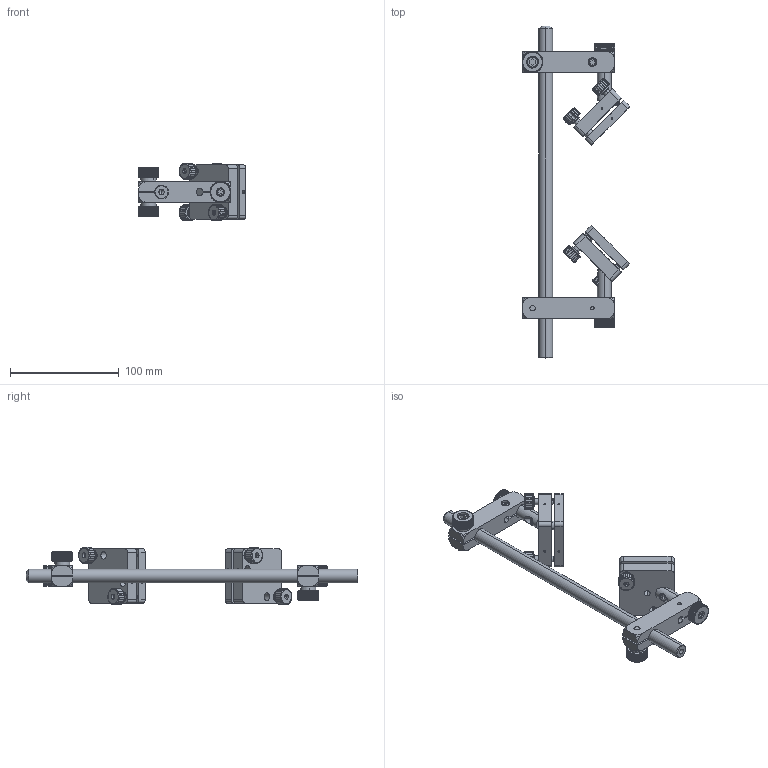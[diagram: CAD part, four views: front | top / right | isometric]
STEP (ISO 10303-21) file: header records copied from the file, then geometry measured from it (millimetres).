
FILE_DESCRIPTION (( 'STEP AP203' ), '1' );
FILE_NAME ('07BSI-1M.STEP', '2022-07-20T06:32:23', ( '' ), ( '' ), 'SwSTEP 2.0', 'SolidWorks 2021', '' );
FILE_SCHEMA (( 'CONFIG_CONTROL_DESIGN' ));
Length unit declared in the file: millimetre
Products named in the file (1): 07BSI-1M
Bounding box: 98.82 x 305 x 52.95 mm (x, y, z)
Volume: 200560.9 mm3; surface area: 86569.1 mm2
Topology: 46 solids, 46 shells, 2164 faces, 5016 edges, 2980 vertices
Faces by surface type: cylinder 770, plane 742, cone 570, sphere 48, torus 34
Entity records: 63243 total; most frequent: CARTESIAN_POINT 15531, ORIENTED_EDGE 9924, DIRECTION 9924, EDGE_CURVE 4962, AXIS2_PLACEMENT_3D 4083, VERTEX_POINT 2958, EDGE_LOOP 2324, FACE_OUTER_BOUND 2164
